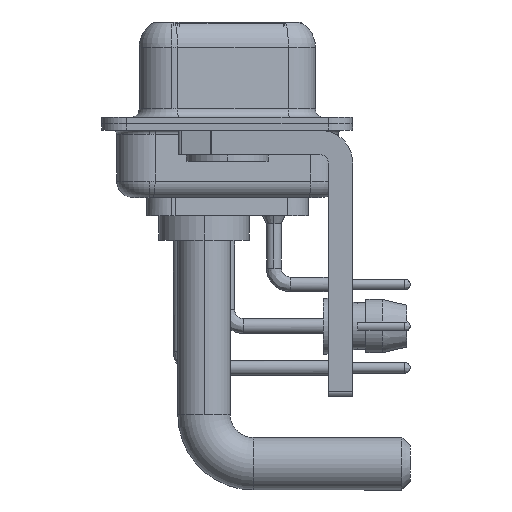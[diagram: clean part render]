
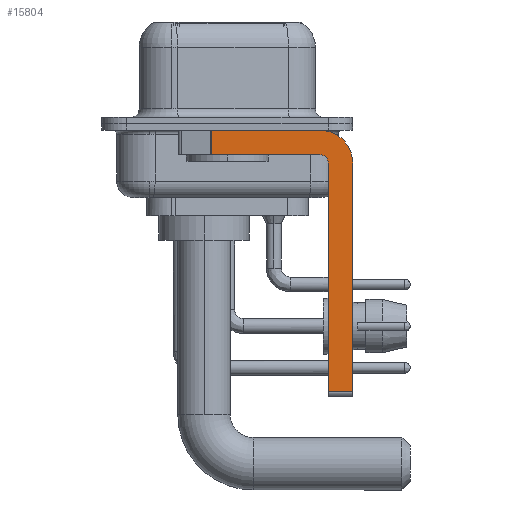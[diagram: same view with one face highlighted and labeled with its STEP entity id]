
A CAD part, left-side view. The second image highlights one B-rep face of the part: STEP entity #15804.
In plain terms, the highlighted planar face has unit normal (-1, 0, 0).
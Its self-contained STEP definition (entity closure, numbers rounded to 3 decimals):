
#83 = ORIENTED_EDGE ( 'NONE', *, *, #9921, .F. ) ;
#611 = LINE ( 'NONE', #33280, #21084 ) ;
#1134 = CARTESIAN_POINT ( 'NONE',  ( -2.9, -6.15, -16.6 ) ) ;
#1538 = VERTEX_POINT ( 'NONE', #22367 ) ;
#1830 = ORIENTED_EDGE ( 'NONE', *, *, #28156, .T. ) ;
#2240 = VECTOR ( 'NONE', #27964, 1000. ) ;
#3165 = CARTESIAN_POINT ( 'NONE',  ( -2.9, 0.978, -0.4 ) ) ;
#3593 = DIRECTION ( 'NONE',  ( 0., -1., 0. ) ) ;
#4825 = LINE ( 'NONE', #30020, #33926 ) ;
#4993 = VECTOR ( 'NONE', #29220, 1000. ) ;
#5099 = DIRECTION ( 'NONE',  ( 1., 0., 0. ) ) ;
#5219 = ORIENTED_EDGE ( 'NONE', *, *, #10968, .F. ) ;
#5553 = CARTESIAN_POINT ( 'NONE',  ( -2.9, -5.65, -2.4 ) ) ;
#6509 = ORIENTED_EDGE ( 'NONE', *, *, #20403, .F. ) ;
#6535 = DIRECTION ( 'NONE',  ( 0., 0., -1. ) ) ;
#7312 = DIRECTION ( 'NONE',  ( 0., 0., -1. ) ) ;
#7845 = EDGE_CURVE ( 'NONE', #21339, #10760, #4825, .T. ) ;
#8116 = CARTESIAN_POINT ( 'NONE',  ( -2.9, -5.65, -2.4 ) ) ;
#9518 = AXIS2_PLACEMENT_3D ( 'NONE', #5553, #13692, #32056 ) ;
#9921 = EDGE_CURVE ( 'NONE', #25182, #21339, #14678, .T. ) ;
#10317 = VERTEX_POINT ( 'NONE', #26994 ) ;
#10383 = VERTEX_POINT ( 'NONE', #3165 ) ;
#10760 = VERTEX_POINT ( 'NONE', #13694 ) ;
#10821 = ORIENTED_EDGE ( 'NONE', *, *, #23533, .F. ) ;
#10968 = EDGE_CURVE ( 'NONE', #1538, #31475, #25323, .T. ) ;
#11257 = CARTESIAN_POINT ( 'NONE',  ( -2.9, -7.65, -2.4 ) ) ;
#11706 = CARTESIAN_POINT ( 'NONE',  ( -2.9, -6.15, -2.4 ) ) ;
#12189 = DIRECTION ( 'NONE',  ( 1., 0., 0. ) ) ;
#12864 = VECTOR ( 'NONE', #22159, 1000. ) ;
#13692 = DIRECTION ( 'NONE',  ( -1., 0., 0. ) ) ;
#13694 = CARTESIAN_POINT ( 'NONE',  ( -2.9, -7.65, -16.35 ) ) ;
#14480 = CARTESIAN_POINT ( 'NONE',  ( -2.9, 0.978, -1.9 ) ) ;
#14652 = AXIS2_PLACEMENT_3D ( 'NONE', #28054, #12189, #14666 ) ;
#14666 = DIRECTION ( 'NONE',  ( 0., 0., -1. ) ) ;
#14678 = CIRCLE ( 'NONE', #14652, 2. ) ;
#14761 = ORIENTED_EDGE ( 'NONE', *, *, #7845, .F. ) ;
#15368 = EDGE_CURVE ( 'NONE', #10383, #10317, #21771, .T. ) ;
#15664 = ORIENTED_EDGE ( 'NONE', *, *, #20350, .F. ) ;
#15804 = ADVANCED_FACE ( 'NONE', ( #26800 ), #34424, .F. ) ;
#17626 = CARTESIAN_POINT ( 'NONE',  ( -2.9, -5.65, -0.4 ) ) ;
#19318 = AXIS2_PLACEMENT_3D ( 'NONE', #8116, #5099, #21006 ) ;
#20350 = EDGE_CURVE ( 'NONE', #31475, #26237, #30926, .T. ) ;
#20403 = EDGE_CURVE ( 'NONE', #26237, #10317, #29740, .T. ) ;
#20967 = ORIENTED_EDGE ( 'NONE', *, *, #15368, .T. ) ;
#21006 = DIRECTION ( 'NONE',  ( 0., 0., -1. ) ) ;
#21084 = VECTOR ( 'NONE', #3593, 1000. ) ;
#21339 = VERTEX_POINT ( 'NONE', #11257 ) ;
#21771 = LINE ( 'NONE', #14480, #32828 ) ;
#22159 = DIRECTION ( 'NONE',  ( 0., 0., 1. ) ) ;
#22367 = CARTESIAN_POINT ( 'NONE',  ( -2.9, -6.15, -16.35 ) ) ;
#23533 = EDGE_CURVE ( 'NONE', #10383, #25182, #33294, .T. ) ;
#24290 = CARTESIAN_POINT ( 'NONE',  ( -2.9, -5.65, -1.9 ) ) ;
#25182 = VERTEX_POINT ( 'NONE', #17626 ) ;
#25323 = LINE ( 'NONE', #1134, #12864 ) ;
#26237 = VERTEX_POINT ( 'NONE', #29959 ) ;
#26800 = FACE_OUTER_BOUND ( 'NONE', #34826, .T. ) ;
#26994 = CARTESIAN_POINT ( 'NONE',  ( -2.9, 0.978, -1.9 ) ) ;
#27964 = DIRECTION ( 'NONE',  ( 0., -1., 0. ) ) ;
#28054 = CARTESIAN_POINT ( 'NONE',  ( -2.9, -5.65, -2.4 ) ) ;
#28156 = EDGE_CURVE ( 'NONE', #1538, #10760, #611, .T. ) ;
#29220 = DIRECTION ( 'NONE',  ( 0., 1., 0. ) ) ;
#29740 = LINE ( 'NONE', #24290, #4993 ) ;
#29959 = CARTESIAN_POINT ( 'NONE',  ( -2.9, -5.65, -1.9 ) ) ;
#30020 = CARTESIAN_POINT ( 'NONE',  ( -2.9, -7.65, -2.4 ) ) ;
#30455 = CARTESIAN_POINT ( 'NONE',  ( -2.9, 3., -0.4 ) ) ;
#30926 = CIRCLE ( 'NONE', #9518, 0.5 ) ;
#31475 = VERTEX_POINT ( 'NONE', #11706 ) ;
#32056 = DIRECTION ( 'NONE',  ( 0., 0., 1. ) ) ;
#32828 = VECTOR ( 'NONE', #6535, 1000. ) ;
#33280 = CARTESIAN_POINT ( 'NONE',  ( -2.9, -5.65, -16.35 ) ) ;
#33294 = LINE ( 'NONE', #30455, #2240 ) ;
#33926 = VECTOR ( 'NONE', #7312, 1000. ) ;
#34424 = PLANE ( 'NONE',  #19318 ) ;
#34826 = EDGE_LOOP ( 'NONE', ( #10821, #20967, #6509, #15664, #5219, #1830, #14761, #83 ) ) ;
